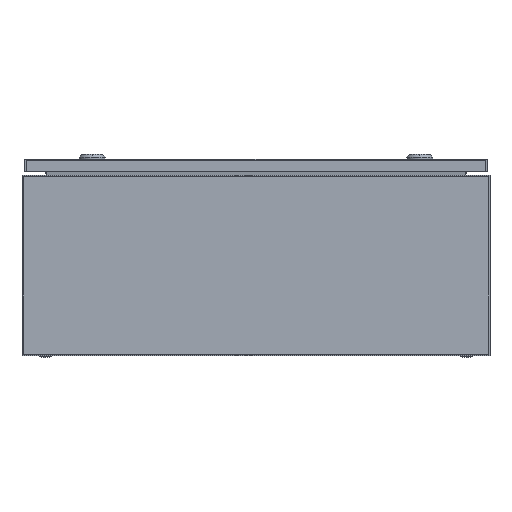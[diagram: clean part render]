
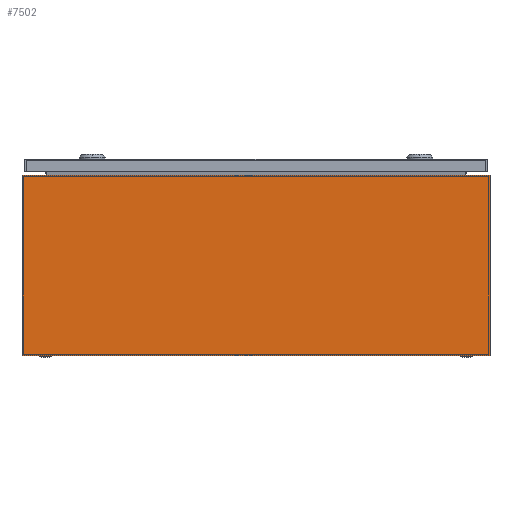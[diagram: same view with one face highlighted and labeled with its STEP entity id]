
A CAD part, left-side view. The second image highlights one B-rep face of the part: STEP entity #7502.
In plain terms, the highlighted planar face has unit normal (-1, 0, 0).
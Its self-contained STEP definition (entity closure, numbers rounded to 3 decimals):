
#868 = ORIENTED_EDGE ( 'NONE', *, *, #895, .F. ) ;
#895 = EDGE_CURVE ( 'NONE', #2858, #37511, #37990, .T. ) ;
#2858 = VERTEX_POINT ( 'NONE', #26185 ) ;
#3265 = CARTESIAN_POINT ( 'NONE',  ( 0., 500., 193. ) ) ;
#5560 = CARTESIAN_POINT ( 'NONE',  ( 0., 500., 193. ) ) ;
#7502 = ADVANCED_FACE ( 'NONE', ( #25816 ), #35412, .F. ) ;
#10407 = ORIENTED_EDGE ( 'NONE', *, *, #19239, .F. ) ;
#10705 = DIRECTION ( 'NONE',  ( 0., 0., -1. ) ) ;
#11141 = CARTESIAN_POINT ( 'NONE',  ( 0., 0., 193. ) ) ;
#11474 = ORIENTED_EDGE ( 'NONE', *, *, #37389, .T. ) ;
#13623 = EDGE_LOOP ( 'NONE', ( #42342, #868, #10407, #11474 ) ) ;
#14756 = VERTEX_POINT ( 'NONE', #3265 ) ;
#15252 = VECTOR ( 'NONE', #42252, 1000. ) ;
#16002 = DIRECTION ( 'NONE',  ( 0., 0., -1. ) ) ;
#18016 = DIRECTION ( 'NONE',  ( 0., -1., 0. ) ) ;
#18214 = DIRECTION ( 'NONE',  ( 0., -1., 0. ) ) ;
#19239 = EDGE_CURVE ( 'NONE', #14756, #2858, #30868, .T. ) ;
#19546 = CARTESIAN_POINT ( 'NONE',  ( 0., 0., 0. ) ) ;
#25816 = FACE_OUTER_BOUND ( 'NONE', #13623, .T. ) ;
#26185 = CARTESIAN_POINT ( 'NONE',  ( 0., 0., 193. ) ) ;
#28462 = LINE ( 'NONE', #37664, #32080 ) ;
#28700 = LINE ( 'NONE', #5560, #15252 ) ;
#30091 = VECTOR ( 'NONE', #18214, 1000. ) ;
#30833 = AXIS2_PLACEMENT_3D ( 'NONE', #38902, #32366, #16002 ) ;
#30868 = LINE ( 'NONE', #37422, #30091 ) ;
#32080 = VECTOR ( 'NONE', #18016, 1000. ) ;
#32279 = EDGE_CURVE ( 'NONE', #33800, #37511, #28462, .T. ) ;
#32366 = DIRECTION ( 'NONE',  ( 1., 0., 0. ) ) ;
#33800 = VERTEX_POINT ( 'NONE', #41026 ) ;
#35412 = PLANE ( 'NONE',  #30833 ) ;
#37389 = EDGE_CURVE ( 'NONE', #14756, #33800, #28700, .T. ) ;
#37422 = CARTESIAN_POINT ( 'NONE',  ( 0., 0., 193. ) ) ;
#37511 = VERTEX_POINT ( 'NONE', #19546 ) ;
#37664 = CARTESIAN_POINT ( 'NONE',  ( 0., 0., 0. ) ) ;
#37990 = LINE ( 'NONE', #11141, #42482 ) ;
#38902 = CARTESIAN_POINT ( 'NONE',  ( 0., 0., 193. ) ) ;
#41026 = CARTESIAN_POINT ( 'NONE',  ( 0., 500., 0. ) ) ;
#42252 = DIRECTION ( 'NONE',  ( 0., 0., -1. ) ) ;
#42342 = ORIENTED_EDGE ( 'NONE', *, *, #32279, .T. ) ;
#42482 = VECTOR ( 'NONE', #10705, 1000. ) ;
